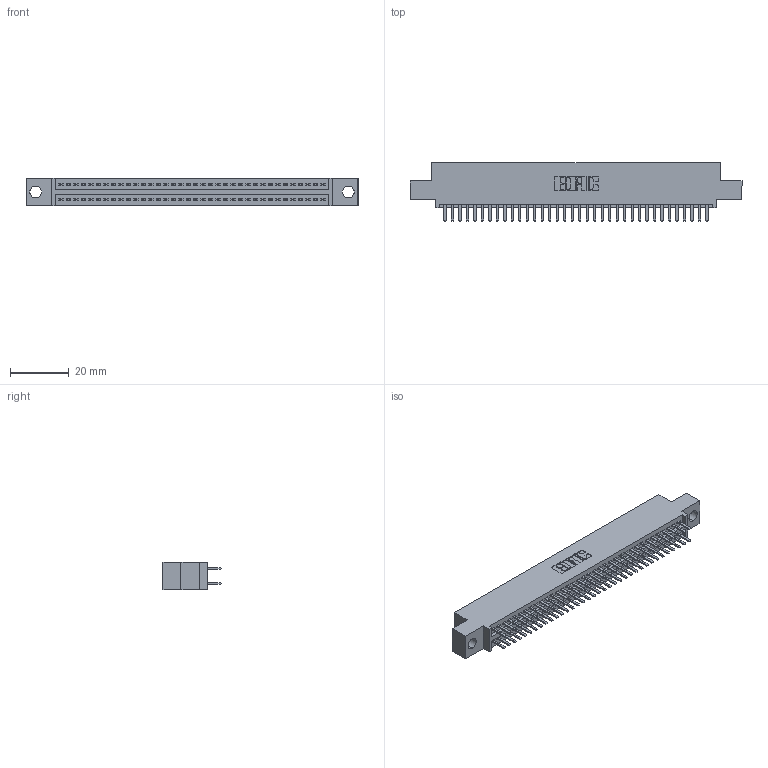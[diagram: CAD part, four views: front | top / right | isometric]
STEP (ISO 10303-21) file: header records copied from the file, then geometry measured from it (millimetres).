
FILE_DESCRIPTION (( 'STEP AP203' ), '1' );
FILE_NAME ('395-072-520-504.STEP', '2021-06-17T04:47:48', ( '' ), ( '' ), 'SwSTEP 2.0', 'SolidWorks 2020', '' );
FILE_SCHEMA (( 'CONFIG_CONTROL_DESIGN' ));
Length unit declared in the file: inch
Products named in the file (3): 395-072-520-504; 345 Part_0.110 Offset - 0.156 Dia-TI; 345-292-001_345-293-120
Assembly tree (73 placements, depth 2):
  395-072-520-504
    345 Part_0.110 Offset - 0.156 Dia-TI
    345-292-001_345-293-120  x72
Bounding box: 112.65 x 19.68 x 9.4 mm (x, y, z)
Volume: 10676.2 mm3; surface area: 15542.1 mm2
Topology: 73 solids, 73 shells, 4032 faces, 11693 edges, 7602 vertices
Faces by surface type: plane 2618, cylinder 1414
Entity records: 29719 total; most frequent: CARTESIAN_POINT 5006, ORIENTED_EDGE 4926, DIRECTION 4407, EDGE_CURVE 2463, LINE 2183, VECTOR 2183, VERTEX_POINT 1638, AXIS2_PLACEMENT_3D 1112
